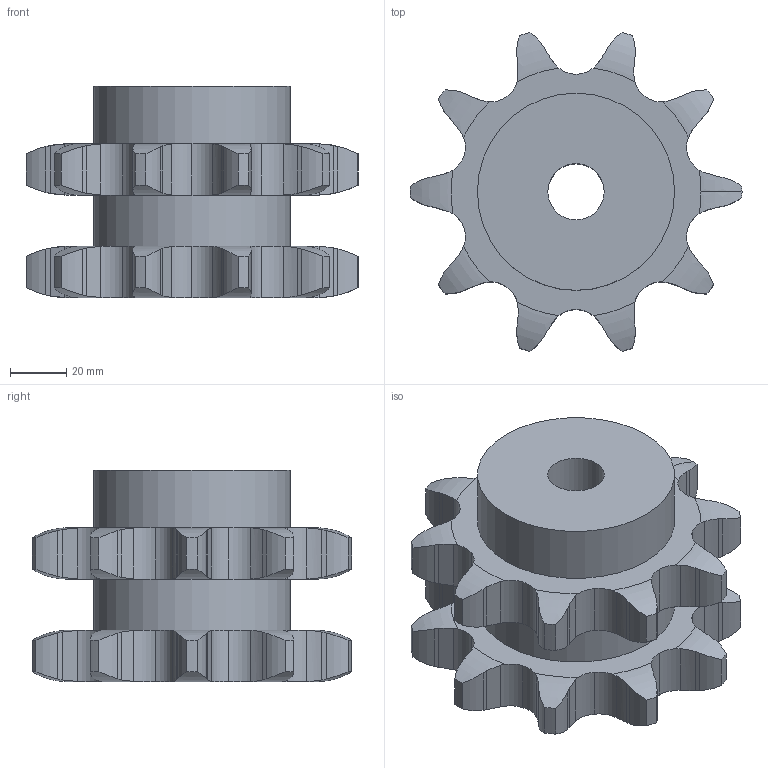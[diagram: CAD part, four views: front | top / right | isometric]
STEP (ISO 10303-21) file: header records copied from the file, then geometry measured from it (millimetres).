
FILE_DESCRIPTION(('FreeCAD Model'),'2;1');
FILE_NAME('Open CASCADE Shape Model','2021-08-22T09:50:03',('FreeCAD'),( 'FreeCAD'),'Open CASCADE STEP processor 7.4','FreeCAD','Unknown');
FILE_SCHEMA(('AUTOMOTIVE_DESIGN { 1 0 10303 214 1 1 1 1 }'));
Length unit declared in the file: millimetre
Products named in the file (1): Open CASCADE STEP translator 7.4 38
Bounding box: 117.9 x 113.28 x 75 mm (x, y, z)
Volume: 391701.8 mm3; surface area: 51061.3 mm2
Topology: 1 solids, 1 shells, 235 faces, 684 edges, 455 vertices
Faces by surface type: cylinder 145, plane 46, torus 44
Full cylindrical faces by diameter (mm): 20 x1, 70 x2
Entity records: 21572 total; most frequent: CARTESIAN_POINT 9841, DIRECTION 1648, ORIENTED_EDGE 1368, PCURVE 1368, DEFINITIONAL_REPRESENTATION 1368, B_SPLINE_CURVE_WITH_KNOTS 960, LINE 781, VECTOR 781
